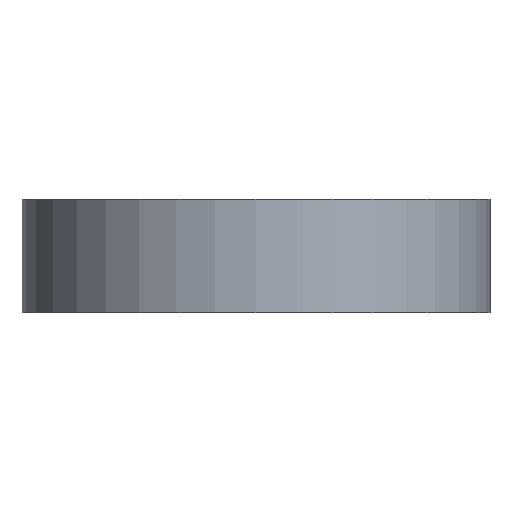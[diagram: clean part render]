
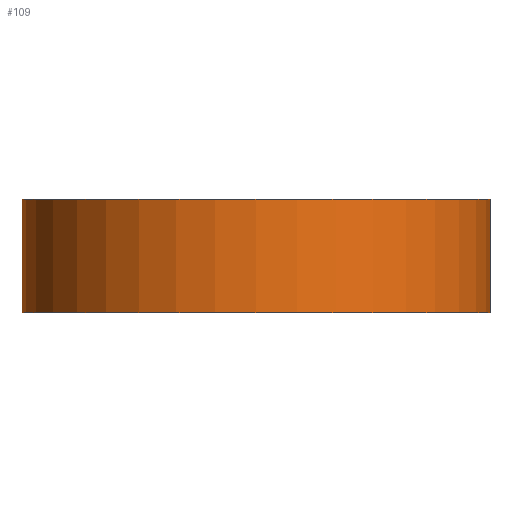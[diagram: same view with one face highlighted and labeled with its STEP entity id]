
A CAD part, front view. The second image highlights one B-rep face of the part: STEP entity #109.
In plain terms, the highlighted cylindrical face has radius 51.5 mm (diameter 103 mm), a partial arc.
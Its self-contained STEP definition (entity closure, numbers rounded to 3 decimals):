
#59=EDGE_CURVE('',#89,#95,#145,.T.);
#69=EDGE_CURVE('',#83,#119,#156,.T.);
#83=VERTEX_POINT('',#172);
#89=VERTEX_POINT('',#180);
#95=VERTEX_POINT('',#188);
#109=ADVANCED_FACE('',(#203),#204,.T.);
#113=EDGE_CURVE('',#119,#95,#208,.T.);
#119=VERTEX_POINT('',#215);
#121=EDGE_CURVE('',#89,#83,#217,.T.);
#145=CIRCLE('',#232,51.5);
#156=CIRCLE('',#246,51.5);
#172=CARTESIAN_POINT('',(51.5,0.,25.0));
#180=CARTESIAN_POINT('',(51.5,0.,0.));
#188=CARTESIAN_POINT('',(-51.5,0.,0.));
#203=FACE_OUTER_BOUND('',#303,.T.);
#204=CYLINDRICAL_SURFACE('',#304,51.5);
#208=LINE('',#310,#311);
#215=CARTESIAN_POINT('',(-51.5,0.,25.0));
#217=LINE('',#321,#322);
#232=AXIS2_PLACEMENT_3D('',#332,#333,#334);
#246=AXIS2_PLACEMENT_3D('',#348,#349,#350);
#303=EDGE_LOOP('',(#412,#413,#414,#415));
#304=AXIS2_PLACEMENT_3D('',#416,#417,#418);
#310=CARTESIAN_POINT('',(-51.5,0.,12.5));
#311=VECTOR('',#422,1.0);
#321=CARTESIAN_POINT('',(51.5,0.,12.5));
#322=VECTOR('',#431,1.0);
#332=CARTESIAN_POINT('',(0.0,0.,0.));
#333=DIRECTION('',(-0.0,0.0,-1.0));
#334=DIRECTION('',(-1.0,0.,0.0));
#348=CARTESIAN_POINT('',(0.0,0.,25.0));
#349=DIRECTION('',(-0.0,0.0,-1.0));
#350=DIRECTION('',(-1.0,0.,0.0));
#412=ORIENTED_EDGE('',*,*,#113,.T.);
#413=ORIENTED_EDGE('',*,*,#59,.F.);
#414=ORIENTED_EDGE('',*,*,#121,.T.);
#415=ORIENTED_EDGE('',*,*,#69,.T.);
#416=CARTESIAN_POINT('',(0.0,0.,12.5));
#417=DIRECTION('',(0.0,-0.0,1.0));
#418=DIRECTION('',(-1.0,0.,0.0));
#422=DIRECTION('',(0.0,0.0,-1.0));
#431=DIRECTION('',(-0.0,-0.0,1.0));
